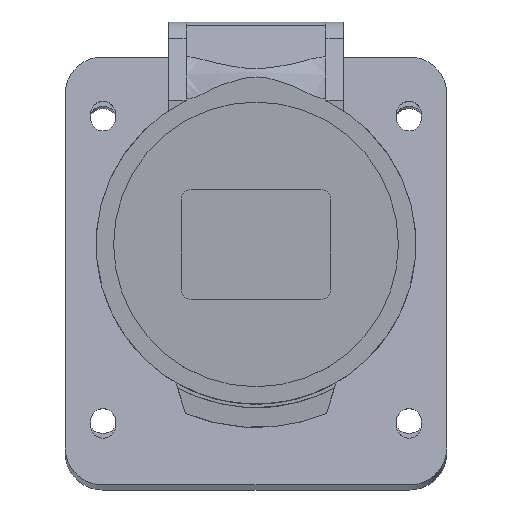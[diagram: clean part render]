
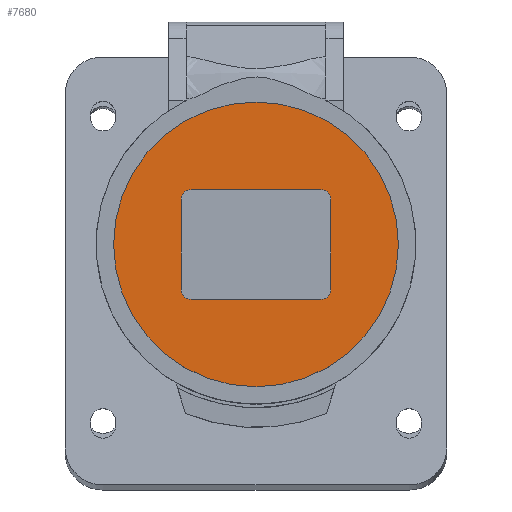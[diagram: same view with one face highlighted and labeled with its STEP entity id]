
A CAD part, top view. The second image highlights one B-rep face of the part: STEP entity #7680.
In plain terms, the highlighted planar face has unit normal (0, 0, 1).
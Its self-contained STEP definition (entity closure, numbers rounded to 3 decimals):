
#62 = DIRECTION ( 'NONE',  ( -1., 0., 0. ) ) ;
#133 = ORIENTED_EDGE ( 'NONE', *, *, #2097, .F. ) ;
#234 = VERTEX_POINT ( 'NONE', #6716 ) ;
#458 = VERTEX_POINT ( 'NONE', #1951 ) ;
#662 = CIRCLE ( 'NONE', #1082, 28.5 ) ;
#680 = DIRECTION ( 'NONE',  ( 0., 0., 1. ) ) ;
#756 = CARTESIAN_POINT ( 'NONE',  ( 15., 9., 51.1 ) ) ;
#888 = DIRECTION ( 'NONE',  ( 0., 0., 1. ) ) ;
#956 = CARTESIAN_POINT ( 'NONE',  ( 15., 9., 51.1 ) ) ;
#1082 = AXIS2_PLACEMENT_3D ( 'NONE', #8275, #888, #7740 ) ;
#1128 = CIRCLE ( 'NONE', #5800, 2. ) ;
#1351 = DIRECTION ( 'NONE',  ( 1., 0., 0. ) ) ;
#1364 = LINE ( 'NONE', #756, #3370 ) ;
#1461 = DIRECTION ( 'NONE',  ( 0., 1., 0. ) ) ;
#1490 = EDGE_CURVE ( 'NONE', #234, #8179, #4191, .T. ) ;
#1579 = DIRECTION ( 'NONE',  ( -1., 0., 0. ) ) ;
#1649 = EDGE_CURVE ( 'NONE', #3904, #3516, #5469, .T. ) ;
#1747 = EDGE_CURVE ( 'NONE', #4022, #458, #6763, .T. ) ;
#1763 = PLANE ( 'NONE',  #3578 ) ;
#1860 = ORIENTED_EDGE ( 'NONE', *, *, #5427, .F. ) ;
#1903 = LINE ( 'NONE', #2645, #4441 ) ;
#1951 = CARTESIAN_POINT ( 'NONE',  ( 15., -9., 51.1 ) ) ;
#2005 = CARTESIAN_POINT ( 'NONE',  ( 13., -11., 51.1 ) ) ;
#2097 = EDGE_CURVE ( 'NONE', #458, #3904, #1364, .T. ) ;
#2291 = EDGE_CURVE ( 'NONE', #8039, #8039, #662, .T. ) ;
#2470 = ORIENTED_EDGE ( 'NONE', *, *, #1490, .F. ) ;
#2598 = EDGE_CURVE ( 'NONE', #8179, #4022, #4730, .T. ) ;
#2602 = AXIS2_PLACEMENT_3D ( 'NONE', #7238, #3800, #3033 ) ;
#2645 = CARTESIAN_POINT ( 'NONE',  ( -15., 9., 51.1 ) ) ;
#2665 = CARTESIAN_POINT ( 'NONE',  ( 13., 9., 51.1 ) ) ;
#3033 = DIRECTION ( 'NONE',  ( 1., 0., 0. ) ) ;
#3078 = CARTESIAN_POINT ( 'NONE',  ( -13., -11., 51.1 ) ) ;
#3090 = FACE_BOUND ( 'NONE', #7364, .T. ) ;
#3148 = ORIENTED_EDGE ( 'NONE', *, *, #1747, .F. ) ;
#3195 = VERTEX_POINT ( 'NONE', #8500 ) ;
#3370 = VECTOR ( 'NONE', #1461, 1000. ) ;
#3516 = VERTEX_POINT ( 'NONE', #5167 ) ;
#3578 = AXIS2_PLACEMENT_3D ( 'NONE', #7326, #5218, #5962 ) ;
#3664 = LINE ( 'NONE', #6184, #5516 ) ;
#3800 = DIRECTION ( 'NONE',  ( 0., 0., 1. ) ) ;
#3904 = VERTEX_POINT ( 'NONE', #956 ) ;
#3916 = DIRECTION ( 'NONE',  ( 0., -1., 0. ) ) ;
#4022 = VERTEX_POINT ( 'NONE', #2005 ) ;
#4191 = CIRCLE ( 'NONE', #2602, 2. ) ;
#4441 = VECTOR ( 'NONE', #3916, 1000. ) ;
#4730 = LINE ( 'NONE', #7416, #5200 ) ;
#4731 = CARTESIAN_POINT ( 'NONE',  ( -15., 9., 51.1 ) ) ;
#4844 = EDGE_CURVE ( 'NONE', #3516, #3195, #3664, .T. ) ;
#5050 = AXIS2_PLACEMENT_3D ( 'NONE', #2665, #680, #62 ) ;
#5167 = CARTESIAN_POINT ( 'NONE',  ( 13., 11., 51.1 ) ) ;
#5200 = VECTOR ( 'NONE', #1351, 1000. ) ;
#5218 = DIRECTION ( 'NONE',  ( 0., 0., 1. ) ) ;
#5413 = DIRECTION ( 'NONE',  ( 0., 0., 1. ) ) ;
#5427 = EDGE_CURVE ( 'NONE', #3195, #7796, #1128, .T. ) ;
#5469 = CIRCLE ( 'NONE', #5050, 2. ) ;
#5512 = DIRECTION ( 'NONE',  ( 1., 0., 0. ) ) ;
#5516 = VECTOR ( 'NONE', #1579, 1000. ) ;
#5638 = AXIS2_PLACEMENT_3D ( 'NONE', #6710, #7017, #5512 ) ;
#5800 = AXIS2_PLACEMENT_3D ( 'NONE', #7303, #5413, #8724 ) ;
#5962 = DIRECTION ( 'NONE',  ( 1., 0., 0. ) ) ;
#6184 = CARTESIAN_POINT ( 'NONE',  ( -13., 11., 51.1 ) ) ;
#6508 = FACE_OUTER_BOUND ( 'NONE', #8228, .T. ) ;
#6710 = CARTESIAN_POINT ( 'NONE',  ( 13., -9., 51.1 ) ) ;
#6716 = CARTESIAN_POINT ( 'NONE',  ( -15., -9., 51.1 ) ) ;
#6763 = CIRCLE ( 'NONE', #5638, 2. ) ;
#6944 = ORIENTED_EDGE ( 'NONE', *, *, #4844, .F. ) ;
#7017 = DIRECTION ( 'NONE',  ( 0., 0., 1. ) ) ;
#7218 = ORIENTED_EDGE ( 'NONE', *, *, #2598, .F. ) ;
#7238 = CARTESIAN_POINT ( 'NONE',  ( -13., -9., 51.1 ) ) ;
#7252 = CARTESIAN_POINT ( 'NONE',  ( 28.5, 0., 51.1 ) ) ;
#7303 = CARTESIAN_POINT ( 'NONE',  ( -13., 9., 51.1 ) ) ;
#7312 = ORIENTED_EDGE ( 'NONE', *, *, #8361, .F. ) ;
#7326 = CARTESIAN_POINT ( 'NONE',  ( 0., 0., 51.1 ) ) ;
#7364 = EDGE_LOOP ( 'NONE', ( #8601, #133, #3148, #7218, #2470, #7312, #1860, #6944 ) ) ;
#7416 = CARTESIAN_POINT ( 'NONE',  ( -13., -11., 51.1 ) ) ;
#7619 = ORIENTED_EDGE ( 'NONE', *, *, #2291, .T. ) ;
#7680 = ADVANCED_FACE ( 'NONE', ( #3090, #6508 ), #1763, .T. ) ;
#7740 = DIRECTION ( 'NONE',  ( 1., 0., 0. ) ) ;
#7796 = VERTEX_POINT ( 'NONE', #4731 ) ;
#8039 = VERTEX_POINT ( 'NONE', #7252 ) ;
#8179 = VERTEX_POINT ( 'NONE', #3078 ) ;
#8228 = EDGE_LOOP ( 'NONE', ( #7619 ) ) ;
#8275 = CARTESIAN_POINT ( 'NONE',  ( 0., 0., 51.1 ) ) ;
#8361 = EDGE_CURVE ( 'NONE', #7796, #234, #1903, .T. ) ;
#8500 = CARTESIAN_POINT ( 'NONE',  ( -13., 11., 51.1 ) ) ;
#8601 = ORIENTED_EDGE ( 'NONE', *, *, #1649, .F. ) ;
#8724 = DIRECTION ( 'NONE',  ( 1., 0., 0. ) ) ;
